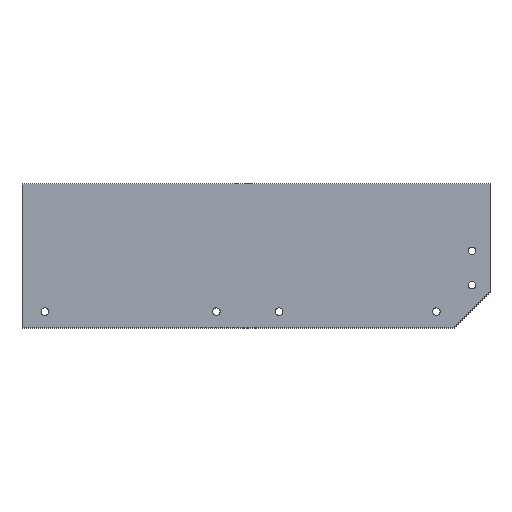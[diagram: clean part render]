
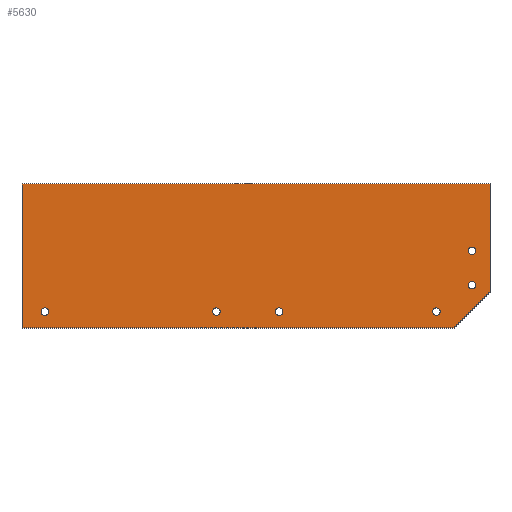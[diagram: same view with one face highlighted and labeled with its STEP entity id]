
A CAD part, top view. The second image highlights one B-rep face of the part: STEP entity #5630.
In plain terms, the highlighted planar face has unit normal (0, 0, 1).
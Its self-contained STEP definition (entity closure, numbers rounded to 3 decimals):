
#27=CIRCLE('',#5763,2.1);
#28=CIRCLE('',#5765,2.1);
#29=CIRCLE('',#5767,2.1);
#30=CIRCLE('',#5769,2.1);
#31=CIRCLE('',#5771,2.1);
#32=CIRCLE('',#5773,2.1);
#46=FACE_BOUND('',#1179,.T.);
#47=FACE_BOUND('',#1180,.T.);
#48=FACE_BOUND('',#1181,.T.);
#49=FACE_BOUND('',#1182,.T.);
#50=FACE_BOUND('',#1183,.T.);
#51=FACE_BOUND('',#1184,.T.);
#875=FACE_OUTER_BOUND('',#1178,.T.);
#1178=EDGE_LOOP('',(#5220,#5221,#5222,#5223,#5224));
#1179=EDGE_LOOP('',(#5225));
#1180=EDGE_LOOP('',(#5226));
#1181=EDGE_LOOP('',(#5227));
#1182=EDGE_LOOP('',(#5228));
#1183=EDGE_LOOP('',(#5229));
#1184=EDGE_LOOP('',(#5230));
#1186=LINE('',#6511,#1661);
#1654=LINE('',#9907,#2129);
#1657=LINE('',#9911,#2132);
#1658=LINE('',#9914,#2133);
#1660=LINE('',#9917,#2135);
#1661=VECTOR('',#5784,10.);
#2129=VECTOR('',#6490,10.);
#2132=VECTOR('',#6495,10.);
#2133=VECTOR('',#6498,10.);
#2135=VECTOR('',#6502,10.);
#2136=VERTEX_POINT('',#6509);
#2137=VERTEX_POINT('',#6510);
#2691=VERTEX_POINT('',#9881);
#2692=VERTEX_POINT('',#9885);
#2693=VERTEX_POINT('',#9889);
#2694=VERTEX_POINT('',#9893);
#2695=VERTEX_POINT('',#9897);
#2696=VERTEX_POINT('',#9901);
#2697=VERTEX_POINT('',#9905);
#2698=VERTEX_POINT('',#9906);
#2699=VERTEX_POINT('',#9913);
#2700=EDGE_CURVE('',#2136,#2137,#1186,.T.);
#3527=EDGE_CURVE('',#2691,#2691,#27,.T.);
#3529=EDGE_CURVE('',#2692,#2692,#28,.T.);
#3531=EDGE_CURVE('',#2693,#2693,#29,.T.);
#3533=EDGE_CURVE('',#2694,#2694,#30,.T.);
#3535=EDGE_CURVE('',#2695,#2695,#31,.T.);
#3537=EDGE_CURVE('',#2696,#2696,#32,.T.);
#3538=EDGE_CURVE('',#2697,#2698,#1654,.T.);
#3541=EDGE_CURVE('',#2698,#2137,#1657,.T.);
#3542=EDGE_CURVE('',#2699,#2697,#1658,.T.);
#3544=EDGE_CURVE('',#2699,#2136,#1660,.T.);
#5220=ORIENTED_EDGE('',*,*,#3538,.T.);
#5221=ORIENTED_EDGE('',*,*,#3541,.T.);
#5222=ORIENTED_EDGE('',*,*,#2700,.F.);
#5223=ORIENTED_EDGE('',*,*,#3544,.F.);
#5224=ORIENTED_EDGE('',*,*,#3542,.T.);
#5225=ORIENTED_EDGE('',*,*,#3527,.T.);
#5226=ORIENTED_EDGE('',*,*,#3529,.T.);
#5227=ORIENTED_EDGE('',*,*,#3531,.T.);
#5228=ORIENTED_EDGE('',*,*,#3533,.T.);
#5229=ORIENTED_EDGE('',*,*,#3535,.T.);
#5230=ORIENTED_EDGE('',*,*,#3537,.T.);
#5340=PLANE('',#5778);
#5630=ADVANCED_FACE('',(#875,#46,#47,#48,#49,#50,#51),#5340,.T.);
#5763=AXIS2_PLACEMENT_3D('',#9883,#6461,#6462);
#5765=AXIS2_PLACEMENT_3D('',#9887,#6466,#6467);
#5767=AXIS2_PLACEMENT_3D('',#9891,#6471,#6472);
#5769=AXIS2_PLACEMENT_3D('',#9895,#6476,#6477);
#5771=AXIS2_PLACEMENT_3D('',#9899,#6481,#6482);
#5773=AXIS2_PLACEMENT_3D('',#9903,#6486,#6487);
#5778=AXIS2_PLACEMENT_3D('',#9918,#6503,#6504);
#5784=DIRECTION('',(1.,0.,0.));
#6461=DIRECTION('center_axis',(0.,0.,-1.));
#6462=DIRECTION('ref_axis',(-1.,0.,0.));
#6466=DIRECTION('center_axis',(0.,0.,-1.));
#6467=DIRECTION('ref_axis',(-1.,0.,0.));
#6471=DIRECTION('center_axis',(0.,0.,-1.));
#6472=DIRECTION('ref_axis',(-1.,0.,0.));
#6476=DIRECTION('center_axis',(0.,0.,-1.));
#6477=DIRECTION('ref_axis',(-1.,0.,0.));
#6481=DIRECTION('center_axis',(0.,0.,-1.));
#6482=DIRECTION('ref_axis',(-1.,0.,0.));
#6486=DIRECTION('center_axis',(0.,0.,-1.));
#6487=DIRECTION('ref_axis',(-1.,0.,0.));
#6490=DIRECTION('',(0.707,0.707,0.));
#6495=DIRECTION('',(0.,1.,0.));
#6498=DIRECTION('',(1.,0.,0.));
#6502=DIRECTION('',(0.,1.,0.));
#6503=DIRECTION('center_axis',(0.,0.,1.));
#6504=DIRECTION('ref_axis',(1.,0.,0.));
#6509=CARTESIAN_POINT('',(0.,80.,4.));
#6510=CARTESIAN_POINT('',(260.,80.,4.));
#6511=CARTESIAN_POINT('',(195.,80.,4.));
#9881=CARTESIAN_POINT('',(252.1,42.863,4.));
#9883=CARTESIAN_POINT('Origin',(250.,42.863,4.));
#9885=CARTESIAN_POINT('',(252.1,23.813,4.));
#9887=CARTESIAN_POINT('Origin',(250.,23.813,4.));
#9889=CARTESIAN_POINT('',(144.975,9.116,4.));
#9891=CARTESIAN_POINT('Origin',(142.875,9.116,4.));
#9893=CARTESIAN_POINT('',(110.05,9.116,4.));
#9895=CARTESIAN_POINT('Origin',(107.95,9.116,4.));
#9897=CARTESIAN_POINT('',(232.288,9.116,4.));
#9899=CARTESIAN_POINT('Origin',(230.188,9.116,4.));
#9901=CARTESIAN_POINT('',(14.8,9.116,4.));
#9903=CARTESIAN_POINT('Origin',(12.7,9.116,4.));
#9905=CARTESIAN_POINT('',(240.,0.,4.));
#9906=CARTESIAN_POINT('',(260.,20.,4.));
#9907=CARTESIAN_POINT('',(219.375,-20.625,4.));
#9911=CARTESIAN_POINT('',(260.,0.,4.));
#9913=CARTESIAN_POINT('',(0.,0.,4.));
#9914=CARTESIAN_POINT('',(0.,0.,4.));
#9917=CARTESIAN_POINT('',(0.,73.75,4.));
#9918=CARTESIAN_POINT('Origin',(130.,27.5,4.));
